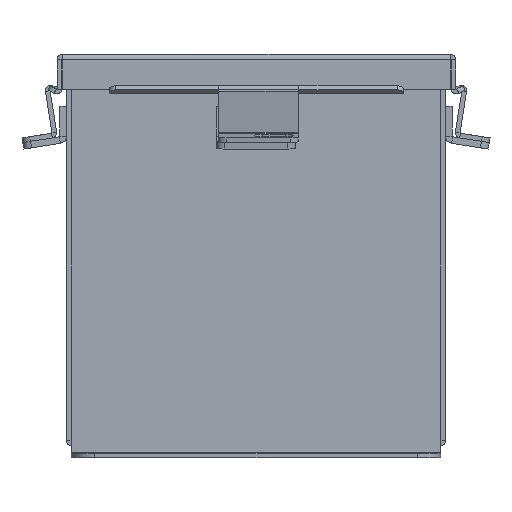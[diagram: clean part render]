
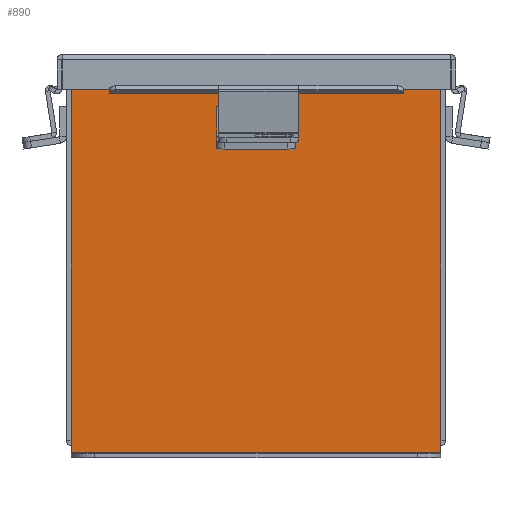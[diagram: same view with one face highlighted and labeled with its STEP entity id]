
A CAD part, front view. The second image highlights one B-rep face of the part: STEP entity #890.
In plain terms, the highlighted face is planar.
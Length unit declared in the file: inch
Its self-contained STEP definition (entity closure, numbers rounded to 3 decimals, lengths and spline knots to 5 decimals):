
#11 = ORIENTED_EDGE ( 'NONE', *, *, #1591, .T. ) ;
#78 = VECTOR ( 'NONE', #4478, 39.37008 ) ;
#266 = ORIENTED_EDGE ( 'NONE', *, *, #8059, .T. ) ;
#334 = CARTESIAN_POINT ( 'NONE',  ( -2.9253, 0., -3.0993 ) ) ;
#410 = CARTESIAN_POINT ( 'NONE',  ( 2.5823, 0., 0. ) ) ;
#567 = CARTESIAN_POINT ( 'NONE',  ( -2.9253, 0., 2.9253 ) ) ;
#660 = ORIENTED_EDGE ( 'NONE', *, *, #1533, .T. ) ;
#664 = DIRECTION ( 'NONE',  ( 0., 0., -1. ) ) ;
#679 = CIRCLE ( 'NONE', #1717, 0.01868 ) ;
#721 = ORIENTED_EDGE ( 'NONE', *, *, #2385, .F. ) ;
#722 = CARTESIAN_POINT ( 'NONE',  ( 0., 0., 0. ) ) ;
#890 = ADVANCED_FACE ( 'NONE', ( #4783 ), #9587, .F. ) ;
#923 = CARTESIAN_POINT ( 'NONE',  ( 2.60098, 0., 2.87495 ) ) ;
#1182 = VECTOR ( 'NONE', #7439, 39.37008 ) ;
#1289 = VERTEX_POINT ( 'NONE', #567 ) ;
#1346 = LINE ( 'NONE', #410, #2295 ) ;
#1472 = DIRECTION ( 'NONE',  ( 0., 0., -1. ) ) ;
#1533 = EDGE_CURVE ( 'NONE', #4125, #6742, #2936, .T. ) ;
#1559 = CARTESIAN_POINT ( 'NONE',  ( 2.9253, 0., 2.9253 ) ) ;
#1570 = VECTOR ( 'NONE', #4822, 39.37008 ) ;
#1591 = EDGE_CURVE ( 'NONE', #6742, #4579, #5356, .T. ) ;
#1674 = DIRECTION ( 'NONE',  ( 0., 0., -1. ) ) ;
#1687 = ORIENTED_EDGE ( 'NONE', *, *, #2871, .F. ) ;
#1717 = AXIS2_PLACEMENT_3D ( 'NONE', #8426, #4023, #9169 ) ;
#1790 = VERTEX_POINT ( 'NONE', #9047 ) ;
#1999 = VERTEX_POINT ( 'NONE', #6891 ) ;
#2030 = ORIENTED_EDGE ( 'NONE', *, *, #3606, .F. ) ;
#2295 = VECTOR ( 'NONE', #4860, 39.37008 ) ;
#2345 = DIRECTION ( 'NONE',  ( 0., 0., -1. ) ) ;
#2385 = EDGE_CURVE ( 'NONE', #6716, #2724, #679, .T. ) ;
#2570 = AXIS2_PLACEMENT_3D ( 'NONE', #722, #5891, #1472 ) ;
#2724 = VERTEX_POINT ( 'NONE', #2962 ) ;
#2758 = CARTESIAN_POINT ( 'NONE',  ( 2.9253, 0., 2.9253 ) ) ;
#2828 = DIRECTION ( 'NONE',  ( 0., 0., 1. ) ) ;
#2855 = CARTESIAN_POINT ( 'NONE',  ( -2.61965, 0., 2.9253 ) ) ;
#2871 = EDGE_CURVE ( 'NONE', #4125, #8734, #8730, .T. ) ;
#2877 = ORIENTED_EDGE ( 'NONE', *, *, #4764, .T. ) ;
#2936 = LINE ( 'NONE', #9600, #7050 ) ;
#2962 = CARTESIAN_POINT ( 'NONE',  ( -2.61965, 0., 2.87495 ) ) ;
#3092 = CARTESIAN_POINT ( 'NONE',  ( 2.61965, 0., 0. ) ) ;
#3494 = CARTESIAN_POINT ( 'NONE',  ( -2.5823, 0., 2.87495 ) ) ;
#3606 = EDGE_CURVE ( 'NONE', #6393, #1999, #1346, .T. ) ;
#3631 = CARTESIAN_POINT ( 'NONE',  ( 2.9253, 0., -3.0993 ) ) ;
#3787 = EDGE_CURVE ( 'NONE', #1790, #4579, #8976, .T. ) ;
#4023 = DIRECTION ( 'NONE',  ( 0., 1., 0. ) ) ;
#4125 = VERTEX_POINT ( 'NONE', #4797 ) ;
#4293 = EDGE_CURVE ( 'NONE', #2724, #8340, #8525, .T. ) ;
#4331 = ORIENTED_EDGE ( 'NONE', *, *, #5869, .F. ) ;
#4478 = DIRECTION ( 'NONE',  ( 1., 0., 0. ) ) ;
#4530 = ORIENTED_EDGE ( 'NONE', *, *, #3787, .F. ) ;
#4579 = VERTEX_POINT ( 'NONE', #3631 ) ;
#4733 = DIRECTION ( 'NONE',  ( 1., 0., 0. ) ) ;
#4764 = EDGE_CURVE ( 'NONE', #1289, #8340, #4826, .T. ) ;
#4783 = FACE_OUTER_BOUND ( 'NONE', #6937, .T. ) ;
#4797 = CARTESIAN_POINT ( 'NONE',  ( 2.61965, 0., 2.9253 ) ) ;
#4822 = DIRECTION ( 'NONE',  ( 1., 0., 0. ) ) ;
#4826 = LINE ( 'NONE', #7416, #78 ) ;
#4860 = DIRECTION ( 'NONE',  ( 0., 0., 1. ) ) ;
#4999 = DIRECTION ( 'NONE',  ( 0., 0., 1. ) ) ;
#5049 = VECTOR ( 'NONE', #2345, 39.37008 ) ;
#5110 = CARTESIAN_POINT ( 'NONE',  ( -2.5823, 0., 0. ) ) ;
#5356 = LINE ( 'NONE', #1559, #1182 ) ;
#5568 = AXIS2_PLACEMENT_3D ( 'NONE', #923, #6077, #1674 ) ;
#5579 = VECTOR ( 'NONE', #4733, 39.37008 ) ;
#5649 = VERTEX_POINT ( 'NONE', #9037 ) ;
#5869 = EDGE_CURVE ( 'NONE', #8734, #6393, #7247, .T. ) ;
#5891 = DIRECTION ( 'NONE',  ( 0., -1., 0. ) ) ;
#6077 = DIRECTION ( 'NONE',  ( 0., 1., 0. ) ) ;
#6343 = EDGE_CURVE ( 'NONE', #5649, #6716, #8746, .T. ) ;
#6393 = VERTEX_POINT ( 'NONE', #8040 ) ;
#6599 = DIRECTION ( 'NONE',  ( 1., 0., 0. ) ) ;
#6716 = VERTEX_POINT ( 'NONE', #3494 ) ;
#6742 = VERTEX_POINT ( 'NONE', #2758 ) ;
#6891 = CARTESIAN_POINT ( 'NONE',  ( 2.5823, 0., 2.9123 ) ) ;
#6937 = EDGE_LOOP ( 'NONE', ( #8680, #721, #7122, #266, #2030, #4331, #1687, #660, #11, #4530, #7979, #2877 ) ) ;
#7050 = VECTOR ( 'NONE', #6599, 39.37008 ) ;
#7061 = LINE ( 'NONE', #8629, #8803 ) ;
#7122 = ORIENTED_EDGE ( 'NONE', *, *, #6343, .F. ) ;
#7247 = CIRCLE ( 'NONE', #5568, 0.01868 ) ;
#7416 = CARTESIAN_POINT ( 'NONE',  ( -2.9253, 0., 2.9253 ) ) ;
#7439 = DIRECTION ( 'NONE',  ( 0., 0., -1. ) ) ;
#7636 = EDGE_CURVE ( 'NONE', #1790, #1289, #7061, .T. ) ;
#7915 = CARTESIAN_POINT ( 'NONE',  ( -2.61965, 0., 0. ) ) ;
#7979 = ORIENTED_EDGE ( 'NONE', *, *, #7636, .T. ) ;
#8040 = CARTESIAN_POINT ( 'NONE',  ( 2.5823, 0., 2.87495 ) ) ;
#8059 = EDGE_CURVE ( 'NONE', #5649, #1999, #9511, .T. ) ;
#8340 = VERTEX_POINT ( 'NONE', #2855 ) ;
#8404 = VECTOR ( 'NONE', #2828, 39.37008 ) ;
#8426 = CARTESIAN_POINT ( 'NONE',  ( -2.60097, 0., 2.87495 ) ) ;
#8525 = LINE ( 'NONE', #7915, #8404 ) ;
#8629 = CARTESIAN_POINT ( 'NONE',  ( -2.9253, 0., 2.9253 ) ) ;
#8680 = ORIENTED_EDGE ( 'NONE', *, *, #4293, .F. ) ;
#8730 = LINE ( 'NONE', #3092, #5049 ) ;
#8734 = VERTEX_POINT ( 'NONE', #9209 ) ;
#8746 = LINE ( 'NONE', #5110, #9219 ) ;
#8803 = VECTOR ( 'NONE', #4999, 39.37008 ) ;
#8976 = LINE ( 'NONE', #334, #1570 ) ;
#9037 = CARTESIAN_POINT ( 'NONE',  ( -2.5823, 0., 2.9123 ) ) ;
#9047 = CARTESIAN_POINT ( 'NONE',  ( -2.9253, 0., -3.0993 ) ) ;
#9142 = CARTESIAN_POINT ( 'NONE',  ( -2.5823, 0., 2.9123 ) ) ;
#9169 = DIRECTION ( 'NONE',  ( 0., 0., -1. ) ) ;
#9209 = CARTESIAN_POINT ( 'NONE',  ( 2.61965, 0., 2.87495 ) ) ;
#9219 = VECTOR ( 'NONE', #664, 39.37008 ) ;
#9511 = LINE ( 'NONE', #9142, #5579 ) ;
#9587 = PLANE ( 'NONE',  #2570 ) ;
#9600 = CARTESIAN_POINT ( 'NONE',  ( -2.9253, 0., 2.9253 ) ) ;
